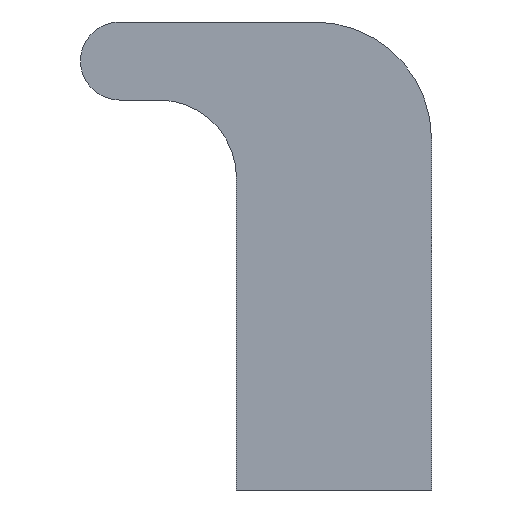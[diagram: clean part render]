
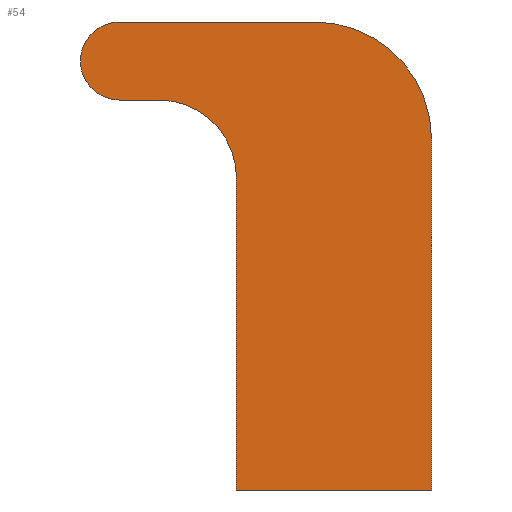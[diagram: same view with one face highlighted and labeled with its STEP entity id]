
A CAD part, left-side view. The second image highlights one B-rep face of the part: STEP entity #54.
In plain terms, the highlighted planar face has unit normal (-1, 0, 0).
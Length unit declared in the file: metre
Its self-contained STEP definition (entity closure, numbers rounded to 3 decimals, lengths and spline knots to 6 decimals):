
#54 = ADVANCED_FACE( '', ( #108 ), #109, .T. );
#108 = FACE_OUTER_BOUND( '', #161, .T. );
#109 = PLANE( '', #162 );
#161 = EDGE_LOOP( '', ( #239, #240, #241, #242, #243, #244, #245, #246 ) );
#162 = AXIS2_PLACEMENT_3D( '', #247, #248, #249 );
#239 = ORIENTED_EDGE( '', *, *, #297, .T. );
#240 = ORIENTED_EDGE( '', *, *, #312, .T. );
#241 = ORIENTED_EDGE( '', *, *, #323, .T. );
#242 = ORIENTED_EDGE( '', *, *, #318, .T. );
#243 = ORIENTED_EDGE( '', *, *, #324, .T. );
#244 = ORIENTED_EDGE( '', *, *, #325, .F. );
#245 = ORIENTED_EDGE( '', *, *, #300, .F. );
#246 = ORIENTED_EDGE( '', *, *, #315, .T. );
#247 = CARTESIAN_POINT( '', ( -0.05, -0.1075, 0.01 ) );
#248 = DIRECTION( '', ( -1., 0., 0. ) );
#249 = DIRECTION( '', ( 0., 0., 1. ) );
#297 = EDGE_CURVE( '', #342, #340, #343, .T. );
#300 = EDGE_CURVE( '', #346, #347, #348, .T. );
#312 = EDGE_CURVE( '', #340, #364, #367, .T. );
#315 = EDGE_CURVE( '', #346, #342, #370, .T. );
#318 = EDGE_CURVE( '', #373, #374, #375, .F. );
#323 = EDGE_CURVE( '', #364, #373, #382, .T. );
#324 = EDGE_CURVE( '', #374, #383, #384, .T. );
#325 = EDGE_CURVE( '', #347, #383, #385, .T. );
#340 = VERTEX_POINT( '', #403 );
#342 = VERTEX_POINT( '', #406 );
#343 = LINE( '', #407, #408 );
#346 = VERTEX_POINT( '', #412 );
#347 = VERTEX_POINT( '', #413 );
#348 = LINE( '', #414, #415 );
#364 = VERTEX_POINT( '', #434 );
#367 = CIRCLE( '', #438, 0.001 );
#370 = CIRCLE( '', #441, 0.003 );
#373 = VERTEX_POINT( '', #444 );
#374 = VERTEX_POINT( '', #445 );
#375 = CIRCLE( '', #446, 0.002 );
#382 = LINE( '', #455, #456 );
#383 = VERTEX_POINT( '', #457 );
#384 = LINE( '', #458, #459 );
#385 = LINE( '', #460, #461 );
#403 = CARTESIAN_POINT( '', ( -0.05, -0.102, 0.012 ) );
#406 = CARTESIAN_POINT( '', ( -0.05, -0.107, 0.012 ) );
#407 = CARTESIAN_POINT( '', ( -0.05, -0.1075, 0.012 ) );
#408 = VECTOR( '', #480, 1. );
#412 = CARTESIAN_POINT( '', ( -0.05, -0.11, 0.009 ) );
#413 = CARTESIAN_POINT( '', ( -0.05, -0.11, 0. ) );
#414 = CARTESIAN_POINT( '', ( -0.05, -0.11, 0.01 ) );
#415 = VECTOR( '', #482, 1. );
#434 = CARTESIAN_POINT( '', ( -0.05, -0.102, 0.01 ) );
#438 = AXIS2_PLACEMENT_3D( '', #496, #497, #498 );
#441 = AXIS2_PLACEMENT_3D( '', #502, #503, #504 );
#444 = CARTESIAN_POINT( '', ( -0.05, -0.103, 0.01 ) );
#445 = CARTESIAN_POINT( '', ( -0.05, -0.105, 0.008 ) );
#446 = AXIS2_PLACEMENT_3D( '', #508, #509, #510 );
#455 = CARTESIAN_POINT( '', ( -0.05, -0.101, 0.01 ) );
#456 = VECTOR( '', #516, 1. );
#457 = CARTESIAN_POINT( '', ( -0.05, -0.105, 0. ) );
#458 = CARTESIAN_POINT( '', ( -0.05, -0.105, 0.01 ) );
#459 = VECTOR( '', #517, 1. );
#460 = CARTESIAN_POINT( '', ( -0.05, -0.1075, 0. ) );
#461 = VECTOR( '', #518, 1. );
#480 = DIRECTION( '', ( 0., 1., 0. ) );
#482 = DIRECTION( '', ( 0., 0., -1. ) );
#496 = CARTESIAN_POINT( '', ( -0.05, -0.102, 0.011 ) );
#497 = DIRECTION( '', ( -1., 0., 0. ) );
#498 = DIRECTION( '', ( 0., 0., 1. ) );
#502 = CARTESIAN_POINT( '', ( -0.05, -0.107, 0.009 ) );
#503 = DIRECTION( '', ( -1., 0., 0. ) );
#504 = DIRECTION( '', ( 0., 0., 1. ) );
#508 = CARTESIAN_POINT( '', ( -0.05, -0.103, 0.008 ) );
#509 = DIRECTION( '', ( -1., 0., 0. ) );
#510 = DIRECTION( '', ( 0., 0., 1. ) );
#516 = DIRECTION( '', ( 0., -1., 0. ) );
#517 = DIRECTION( '', ( 0., 0., -1. ) );
#518 = DIRECTION( '', ( 0., 1., 0. ) );
